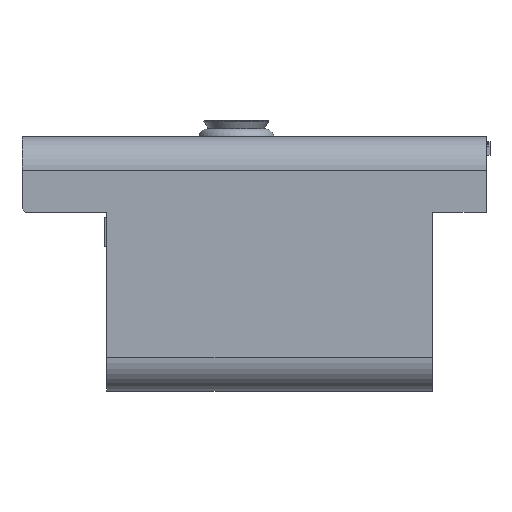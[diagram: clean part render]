
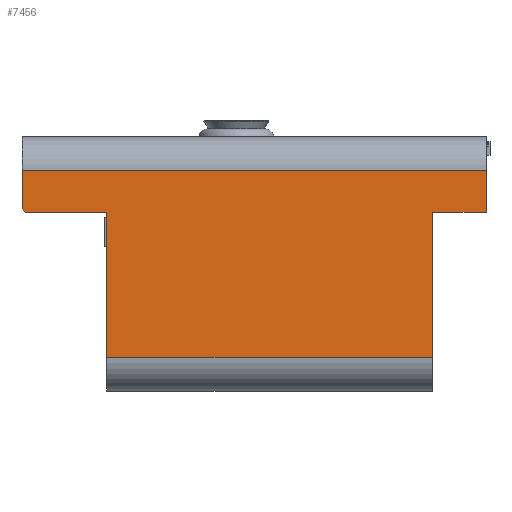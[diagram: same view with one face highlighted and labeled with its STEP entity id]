
A CAD part, left-side view. The second image highlights one B-rep face of the part: STEP entity #7456.
In plain terms, the highlighted planar face has unit normal (-1, 0, 0).
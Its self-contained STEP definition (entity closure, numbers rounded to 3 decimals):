
#11=DIRECTION('',(0.,0.,-1.));
#12=VECTOR('',#11,3.45);
#13=CARTESIAN_POINT('',(-10.5,-25.3,7.7));
#14=LINE('',#13,#12);
#661=DIRECTION('',(0.,0.,-1.));
#662=VECTOR('',#661,11.95);
#663=CARTESIAN_POINT('',(-10.5,6.05,4.25));
#664=LINE('',#663,#662);
#2303=DIRECTION('',(0.,1.,0.));
#2304=VECTOR('',#2303,26.9);
#2305=CARTESIAN_POINT('',(-10.5,-20.85,
-7.7));
#2306=LINE('',#2305,#2304);
#2307=DIRECTION('',(0.,-0.707,-0.707));
#2308=VECTOR('',#2307,0.424);
#2309=CARTESIAN_POINT('',(-10.5,13.05,4.55));
#2310=LINE('',#2309,#2308);
#2311=DIRECTION('',(0.,0.,-1.));
#2312=VECTOR('',#2311,3.15);
#2313=CARTESIAN_POINT('',(-10.5,13.05,7.7));
#2314=LINE('',#2313,#2312);
#2315=DIRECTION('',(0.,1.,0.));
#2316=VECTOR('',#2315,38.35);
#2317=CARTESIAN_POINT('',(-10.5,-25.3,
7.7));
#2318=LINE('',#2317,#2316);
#2319=DIRECTION('',(0.,1.,0.));
#2320=VECTOR('',#2319,4.45);
#2321=CARTESIAN_POINT('',(-10.5,-25.3,
4.25));
#2322=LINE('',#2321,#2320);
#2323=DIRECTION('',(0.,0.,-1.));
#2324=VECTOR('',#2323,11.95);
#2325=CARTESIAN_POINT('',(-10.5,-20.85,
4.25));
#2326=LINE('',#2325,#2324);
#2351=DIRECTION('',(0.,-1.,0.));
#2352=VECTOR('',#2351,6.7);
#2353=CARTESIAN_POINT('',(-10.5,12.75,4.25));
#2354=LINE('',#2353,#2352);
#4034=CARTESIAN_POINT('',(-10.5,-25.3,
7.7));
#4035=CARTESIAN_POINT('',(-10.5,13.05,7.7));
#4036=VERTEX_POINT('',#4034);
#4037=VERTEX_POINT('',#4035);
#4106=CARTESIAN_POINT('',(-10.5,13.05,4.55));
#4107=CARTESIAN_POINT('',(-10.5,12.75,4.25));
#4108=VERTEX_POINT('',#4106);
#4109=VERTEX_POINT('',#4107);
#4484=CARTESIAN_POINT('',(-10.5,-25.3,
4.25));
#4485=VERTEX_POINT('',#4484);
#4510=CARTESIAN_POINT('',(-10.5,-20.85,
4.25));
#4511=VERTEX_POINT('',#4510);
#4670=CARTESIAN_POINT('',(-10.5,6.05,4.25));
#4671=VERTEX_POINT('',#4670);
#4673=CARTESIAN_POINT('',(-10.5,6.05,
-7.7));
#4675=VERTEX_POINT('',#4673);
#4676=CARTESIAN_POINT('',(-10.5,-20.85,
-7.7));
#4677=VERTEX_POINT('',#4676);
#7436=CARTESIAN_POINT('',(-10.5,-6.125,
0.));
#7437=DIRECTION('',(1.,0.,0.));
#7438=DIRECTION('',(0.,0.,1.));
#7439=AXIS2_PLACEMENT_3D('',#7436,#7437,#7438);
#7440=PLANE('',#7439);
#7442=ORIENTED_EDGE('',*,*,#7441,.T.);
#7443=ORIENTED_EDGE('',*,*,#5452,.F.);
#7445=ORIENTED_EDGE('',*,*,#7444,.F.);
#7447=ORIENTED_EDGE('',*,*,#7446,.F.);
#7448=ORIENTED_EDGE('',*,*,#7176,.F.);
#7449=ORIENTED_EDGE('',*,*,#7429,.F.);
#7450=ORIENTED_EDGE('',*,*,#5027,.T.);
#7452=ORIENTED_EDGE('',*,*,#7451,.T.);
#7453=ORIENTED_EDGE('',*,*,#5230,.T.);
#7454=EDGE_LOOP('',(#7442,#7443,#7445,#7447,#7448,#7449,#7450,#7452,#7453));
#7455=FACE_OUTER_BOUND('',#7454,.F.);
#7456=ADVANCED_FACE('',(#7455),#7440,.F.);
#5027=EDGE_CURVE('',#4036,#4485,#14,.T.);
#5230=EDGE_CURVE('',#4511,#4677,#2326,.T.);
#5452=EDGE_CURVE('',#4671,#4675,#664,.T.);
#7176=EDGE_CURVE('',#4037,#4108,#2314,.T.);
#7429=EDGE_CURVE('',#4036,#4037,#2318,.T.);
#7441=EDGE_CURVE('',#4677,#4675,#2306,.T.);
#7444=EDGE_CURVE('',#4109,#4671,#2354,.T.);
#7446=EDGE_CURVE('',#4108,#4109,#2310,.T.);
#7451=EDGE_CURVE('',#4485,#4511,#2322,.T.);
